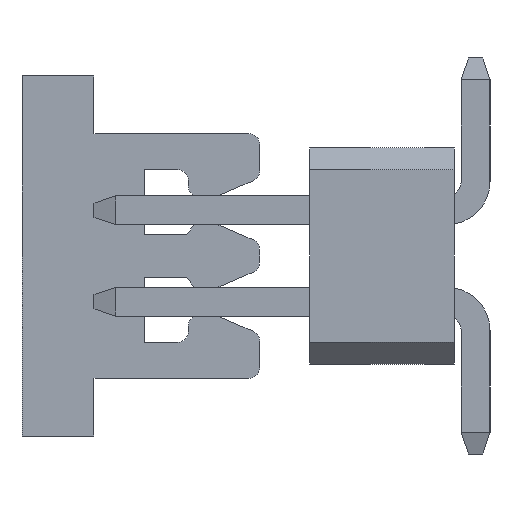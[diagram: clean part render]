
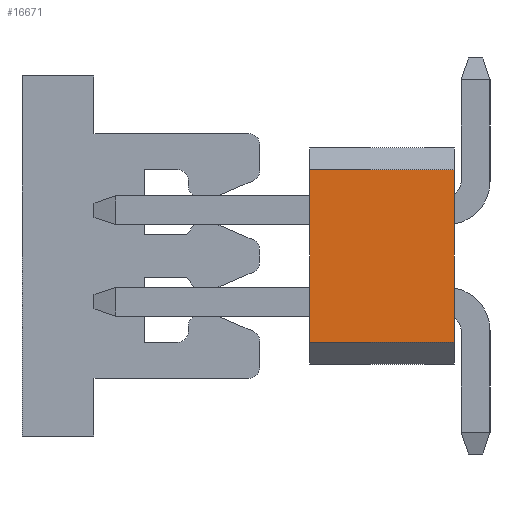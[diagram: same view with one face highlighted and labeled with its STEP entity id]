
A CAD part, left-side view. The second image highlights one B-rep face of the part: STEP entity #16671.
In plain terms, the highlighted planar face has unit normal (-1, 0, 0).
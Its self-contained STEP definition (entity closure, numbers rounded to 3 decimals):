
#12111=CARTESIAN_POINT('',(-0.635,0.,1.2));
#12112=VERTEX_POINT('',#12111);
#12119=CARTESIAN_POINT('',(-0.635,0.,-1.2));
#12120=VERTEX_POINT('',#12119);
#12121=CARTESIAN_POINT('',(-0.635,0.,1.2));
#12122=DIRECTION('',(0.,0.,-1.));
#12123=VECTOR('',#12122,2.4);
#12124=LINE('',#12121,#12123);
#12125=EDGE_CURVE('',#12112,#12120,#12124,.T.);
#13140=CARTESIAN_POINT('',(-0.635,2.,-1.2));
#13141=VERTEX_POINT('',#13140);
#13148=CARTESIAN_POINT('',(-0.635,2.,1.2));
#13149=VERTEX_POINT('',#13148);
#13150=CARTESIAN_POINT('',(-0.635,2.,-1.2));
#13151=DIRECTION('',(0.,0.,1.));
#13152=VECTOR('',#13151,2.4);
#13153=LINE('',#13150,#13152);
#13154=EDGE_CURVE('',#13141,#13149,#13153,.T.);
#16645=CARTESIAN_POINT('',(-0.635,0.,-1.2));
#16646=DIRECTION('',(0.,1.,0.));
#16647=VECTOR('',#16646,2.);
#16648=LINE('',#16645,#16647);
#16649=EDGE_CURVE('',#12120,#13141,#16648,.T.);
#16655=CARTESIAN_POINT('',(-0.635,0.,-1.5));
#16656=DIRECTION('',(0.,0.,1.));
#16657=DIRECTION('',(-1.,0.,0.));
#16658=AXIS2_PLACEMENT_3D('',#16655,#16657,#16656);
#16659=PLANE('',#16658);
#16660=ORIENTED_EDGE('',*,*,#12125,.F.);
#16661=CARTESIAN_POINT('',(-0.635,0.,1.2));
#16662=DIRECTION('',(0.,1.,0.));
#16663=VECTOR('',#16662,2.);
#16664=LINE('',#16661,#16663);
#16665=EDGE_CURVE('',#12112,#13149,#16664,.T.);
#16666=ORIENTED_EDGE('',*,*,#16665,.T.);
#16667=ORIENTED_EDGE('',*,*,#13154,.F.);
#16668=ORIENTED_EDGE('',*,*,#16649,.F.);
#16669=EDGE_LOOP('',(#16660,#16666,#16667,#16668));
#16670=FACE_OUTER_BOUND('',#16669,.T.);
#16671=ADVANCED_FACE('',(#16670),#16659,.T.);
